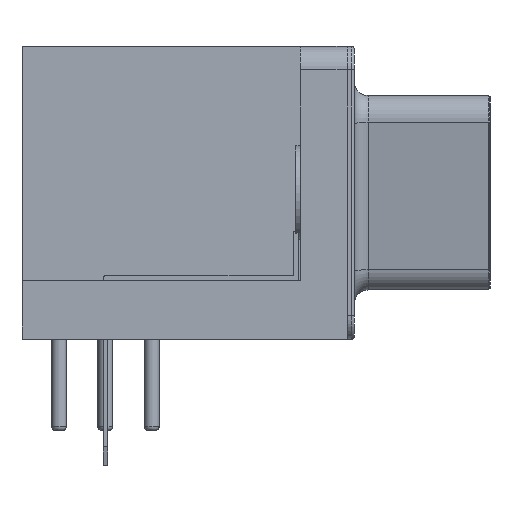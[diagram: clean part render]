
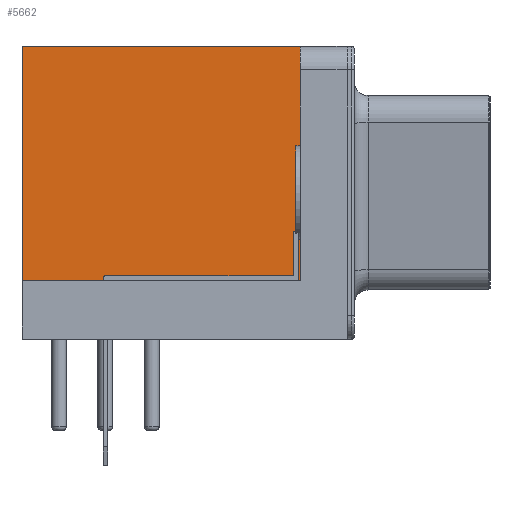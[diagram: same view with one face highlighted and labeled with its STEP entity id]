
A CAD part, left-side view. The second image highlights one B-rep face of the part: STEP entity #5662.
In plain terms, the highlighted planar face has unit normal (-1, 0, 0).
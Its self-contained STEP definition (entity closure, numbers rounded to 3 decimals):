
#4735 = VERTEX_POINT('',#4736);
#4736 = CARTESIAN_POINT('',(-5.593,1.58,12.5));
#4742 = EDGE_CURVE('',#4743,#4735,#4745,.T.);
#4743 = VERTEX_POINT('',#4744);
#4744 = CARTESIAN_POINT('',(-5.593,-10.31,12.5));
#4745 = LINE('',#4746,#4747);
#4746 = CARTESIAN_POINT('',(-5.593,-11.31,12.5));
#4747 = VECTOR('',#4748,1.);
#4748 = DIRECTION('',(0.,1.,0.));
#5632 = VERTEX_POINT('',#5633);
#5633 = CARTESIAN_POINT('',(-5.593,-10.31,2.5));
#5639 = EDGE_CURVE('',#5632,#4743,#5640,.T.);
#5640 = LINE('',#5641,#5642);
#5641 = CARTESIAN_POINT('',(-5.593,-10.31,2.5));
#5642 = VECTOR('',#5643,1.);
#5643 = DIRECTION('',(0.,0.,1.));
#5662 = ADVANCED_FACE('',(#5663),#5681,.F.);
#5663 = FACE_BOUND('',#5664,.F.);
#5664 = EDGE_LOOP('',(#5665,#5666,#5674,#5680));
#5665 = ORIENTED_EDGE('',*,*,#5639,.F.);
#5666 = ORIENTED_EDGE('',*,*,#5667,.T.);
#5667 = EDGE_CURVE('',#5632,#5668,#5670,.T.);
#5668 = VERTEX_POINT('',#5669);
#5669 = CARTESIAN_POINT('',(-5.593,1.58,2.5));
#5670 = LINE('',#5671,#5672);
#5671 = CARTESIAN_POINT('',(-5.593,-10.31,2.5));
#5672 = VECTOR('',#5673,1.);
#5673 = DIRECTION('',(-0.,1.,0.));
#5674 = ORIENTED_EDGE('',*,*,#5675,.T.);
#5675 = EDGE_CURVE('',#5668,#4735,#5676,.T.);
#5676 = LINE('',#5677,#5678);
#5677 = CARTESIAN_POINT('',(-5.593,1.58,4.375));
#5678 = VECTOR('',#5679,1.);
#5679 = DIRECTION('',(0.,0.,1.));
#5680 = ORIENTED_EDGE('',*,*,#4742,.F.);
#5681 = PLANE('',#5682);
#5682 = AXIS2_PLACEMENT_3D('',#5683,#5684,#5685);
#5683 = CARTESIAN_POINT('',(-5.593,-10.31,2.5));
#5684 = DIRECTION('',(1.,0.,0.));
#5685 = DIRECTION('',(0.,0.,1.));
